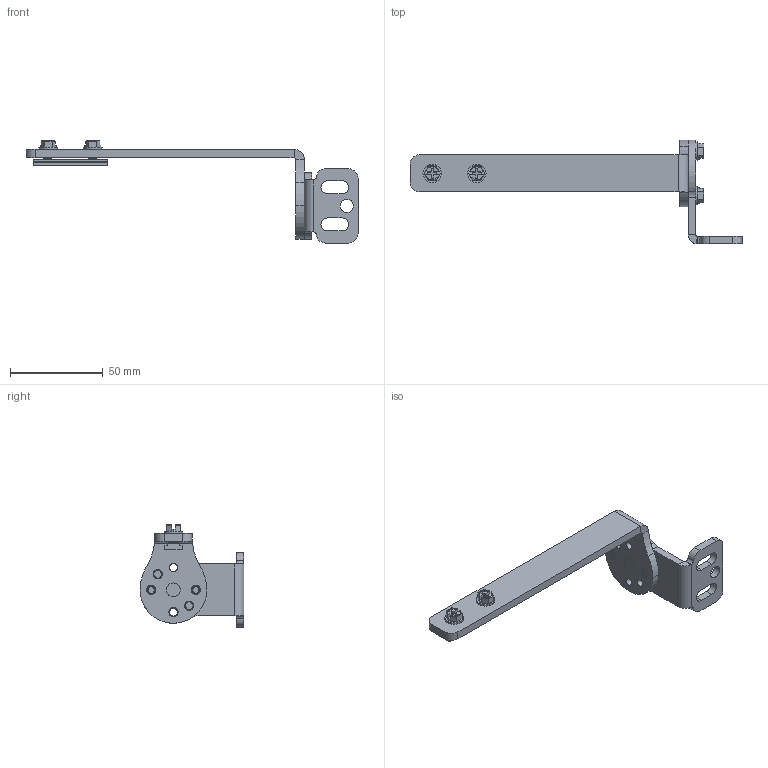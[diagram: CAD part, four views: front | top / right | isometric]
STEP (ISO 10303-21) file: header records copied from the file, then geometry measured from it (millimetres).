
FILE_DESCRIPTION((''),'2;1');
FILE_NAME('201732_ASM','2017-09-13T',('pdmadmin'),('BANNER ENGINEERING'),'CREO PARAMETRIC BY PTC INC, 2016260','CREO PARAMETRIC BY PTC INC, 2016260','');
FILE_SCHEMA(('CONFIG_CONTROL_DESIGN'));
Length unit declared in the file: millimetre
Products named in the file (8): 175514; 201731; PEM_PIN_FH-5MM-8; 201731_ASM; 202203; 175516; 803556_ASM; 201732_ASM
Assembly tree (10 placements, depth 4):
  201732_ASM
    803556_ASM
      175514
      201731_ASM
        201731
        PEM_PIN_FH-5MM-8
      202203
      175516  x4
Bounding box: 179 x 56 x 55 mm (x, y, z)
Volume: 28694.3 mm3; surface area: 20568.7 mm2
Topology: 8 solids, 16 shells, 435 faces, 1164 edges, 756 vertices
Faces by surface type: cylinder 194, plane 191, bspline 44, cone 6
Entity records: 9592 total; most frequent: CARTESIAN_POINT 3906, DIRECTION 1172, ORIENTED_EDGE 1114, EDGE_CURVE 573, AXIS2_PLACEMENT_3D 428, VERTEX_POINT 372, VECTOR 316, LINE 316
